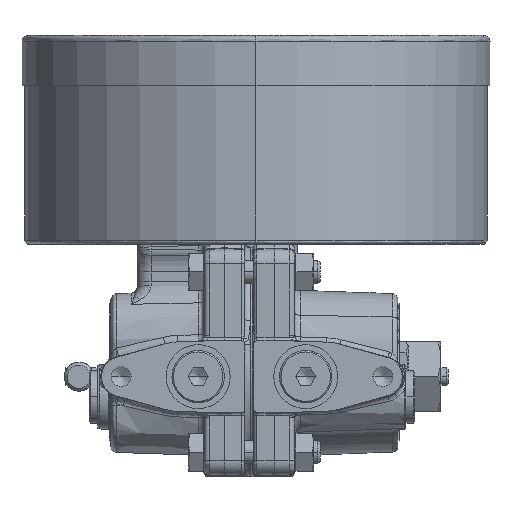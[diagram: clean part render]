
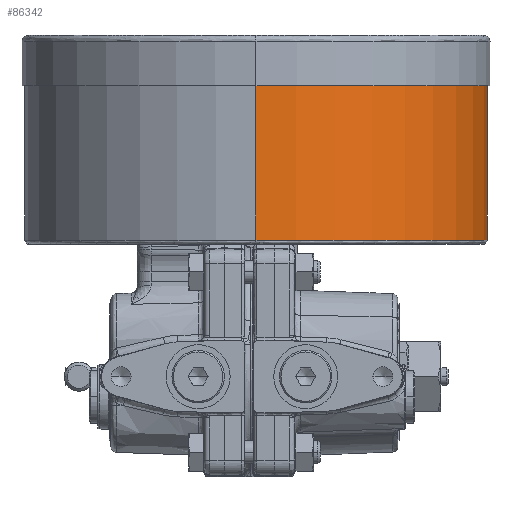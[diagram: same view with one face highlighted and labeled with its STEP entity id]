
A CAD part, front view. The second image highlights one B-rep face of the part: STEP entity #86342.
In plain terms, the highlighted free-form (B-spline) face has degree [8, 1] with [9, 2] control points.
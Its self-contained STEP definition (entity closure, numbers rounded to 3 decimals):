
#18192=CARTESIAN_POINT('',(0.7,-39.,42.001));
#18193=DIRECTION('',(0.,0.,-1.));
#18194=DIRECTION('',(0.,1.,0.));
#18195=AXIS2_PLACEMENT_3D('',#18192,#18193,#18194);
#18197=DIRECTION('',(0.,0.,-1.));
#18198=VECTOR('',#18197,53.);
#18199=CARTESIAN_POINT('',(0.7,40.5,95.001));
#18200=LINE('',#18199,#18198);
#18206=DIRECTION('',(0.,0.,-1.));
#18207=VECTOR('',#18206,53.);
#18208=CARTESIAN_POINT('',(0.7,-118.5,95.001));
#18209=LINE('',#18208,#18207);
#18242=CARTESIAN_POINT('',(0.7,-39.,95.001));
#18243=DIRECTION('',(0.,0.,-1.));
#18244=DIRECTION('',(0.,1.,0.));
#18245=AXIS2_PLACEMENT_3D('',#18242,#18243,#18244);
#51327=CARTESIAN_POINT('',(0.7,40.5,42.001));
#51328=CARTESIAN_POINT('',(0.7,-118.5,42.001));
#51329=VERTEX_POINT('',#51327);
#51330=VERTEX_POINT('',#51328);
#51331=CARTESIAN_POINT('',(0.7,-118.5,95.001));
#51332=VERTEX_POINT('',#51331);
#51333=CARTESIAN_POINT('',(0.7,40.5,95.001));
#51334=VERTEX_POINT('',#51333);
#86314=CARTESIAN_POINT('',(-4.292,-118.344,40.941));
#86315=CARTESIAN_POINT('',(-4.292,-118.344,96.061));
#86316=CARTESIAN_POINT('',(28.113,-120.382,40.941));
#86317=CARTESIAN_POINT('',(28.113,-120.382,96.061));
#86318=CARTESIAN_POINT('',(61.469,-107.296,40.941));
#86319=CARTESIAN_POINT('',(61.469,-107.296,96.061));
#86320=CARTESIAN_POINT('',(87.537,-78.592,40.941));
#86321=CARTESIAN_POINT('',(87.537,-78.592,96.061));
#86322=CARTESIAN_POINT('',(97.767,-38.99,40.941));
#86323=CARTESIAN_POINT('',(97.767,-38.99,96.061));
#86324=CARTESIAN_POINT('',(87.537,0.58,40.941));
#86325=CARTESIAN_POINT('',(87.537,0.58,96.061));
#86326=CARTESIAN_POINT('',(61.469,29.296,40.941));
#86327=CARTESIAN_POINT('',(61.469,29.296,96.061));
#86328=CARTESIAN_POINT('',(28.113,42.382,40.941));
#86329=CARTESIAN_POINT('',(28.113,42.382,96.061));
#86330=CARTESIAN_POINT('',(-4.292,40.344,40.941));
#86331=CARTESIAN_POINT('',(-4.292,40.344,96.061));
#86332=B_SPLINE_SURFACE_WITH_KNOTS('',8,1,((#86314,#86315),(#86316,#86317),(
#86318,#86319),(#86320,#86321),(#86322,#86323),(#86324,#86325),(#86326,#86327),(
#86328,#86329),(#86330,#86331)),.UNSPECIFIED.,.F.,.F.,.F.,(9,9),(2,2),(
0.,3.267),(-27.56,27.56),.UNSPECIFIED.);
#86333=ORIENTED_EDGE('',*,*,#86304,.T.);
#86335=ORIENTED_EDGE('',*,*,#86334,.F.);
#86337=ORIENTED_EDGE('',*,*,#86336,.F.);
#86339=ORIENTED_EDGE('',*,*,#86338,.T.);
#86340=EDGE_LOOP('',(#86333,#86335,#86337,#86339));
#86341=FACE_OUTER_BOUND('',#86340,.F.);
#86342=ADVANCED_FACE('',(#86341),#86332,.T.);
#18196=CIRCLE('',#18195,79.5);
#18246=CIRCLE('',#18245,79.5);
#86304=EDGE_CURVE('',#51329,#51330,#18196,.T.);
#86334=EDGE_CURVE('',#51332,#51330,#18209,.T.);
#86336=EDGE_CURVE('',#51334,#51332,#18246,.T.);
#86338=EDGE_CURVE('',#51334,#51329,#18200,.T.);
